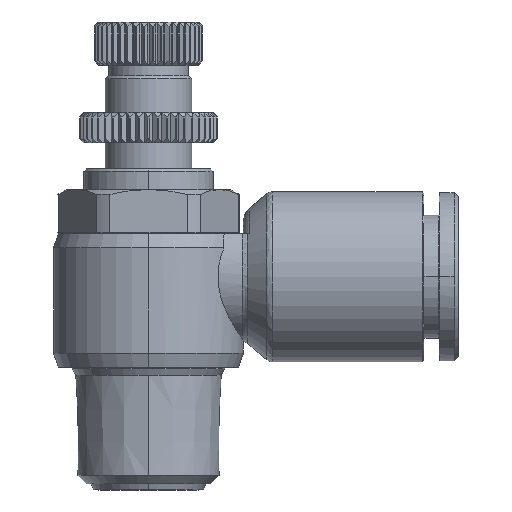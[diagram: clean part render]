
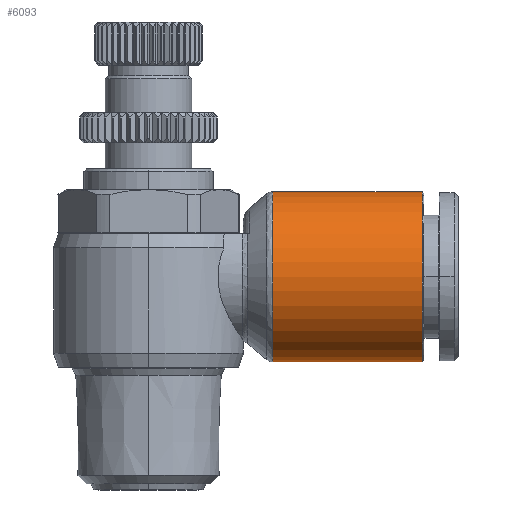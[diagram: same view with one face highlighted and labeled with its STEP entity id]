
A CAD part, front view. The second image highlights one B-rep face of the part: STEP entity #6093.
In plain terms, the highlighted cylindrical face has radius 9.85 mm (diameter 19.7 mm), a partial arc.
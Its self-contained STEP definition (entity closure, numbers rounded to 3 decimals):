
#595 = CARTESIAN_POINT ( 'NONE',  ( -11., 0., 0. ) ) ;
#3503 = CIRCLE ( 'NONE', #5232, 9.85 ) ;
#3618 = ORIENTED_EDGE ( 'NONE', *, *, #7648, .T. ) ;
#3936 = DIRECTION ( 'NONE',  ( 1., 0., 0. ) ) ;
#4134 = DIRECTION ( 'NONE',  ( 1., 0., 0. ) ) ;
#4784 = CARTESIAN_POINT ( 'NONE',  ( -3.364, 0., 0. ) ) ;
#5232 = AXIS2_PLACEMENT_3D ( 'NONE', #4784, #20407, #5351 ) ;
#5303 = ORIENTED_EDGE ( 'NONE', *, *, #13924, .T. ) ;
#5351 = DIRECTION ( 'NONE',  ( 0., 0., -1. ) ) ;
#5459 = EDGE_CURVE ( 'NONE', #14968, #26848, #19002, .T. ) ;
#5628 = VERTEX_POINT ( 'NONE', #25005 ) ;
#5962 = DIRECTION ( 'NONE',  ( 0., 0., -1. ) ) ;
#6093 = ADVANCED_FACE ( 'NONE', ( #11602 ), #19314, .T. ) ;
#6672 = AXIS2_PLACEMENT_3D ( 'NONE', #26866, #13413, #29005 ) ;
#7648 = EDGE_CURVE ( 'NONE', #8273, #5628, #3503, .T. ) ;
#8234 = CIRCLE ( 'NONE', #6672, 9.85 ) ;
#8273 = VERTEX_POINT ( 'NONE', #10279 ) ;
#8344 = LINE ( 'NONE', #17488, #15714 ) ;
#9925 = VECTOR ( 'NONE', #4134, 1000. ) ;
#10036 = CARTESIAN_POINT ( 'NONE',  ( -20.7, 0., 9.85 ) ) ;
#10279 = CARTESIAN_POINT ( 'NONE',  ( -3.364, 0., 9.85 ) ) ;
#10841 = CARTESIAN_POINT ( 'NONE',  ( -20.7, 0., -9.85 ) ) ;
#11602 = FACE_OUTER_BOUND ( 'NONE', #27270, .T. ) ;
#13163 = DIRECTION ( 'NONE',  ( 1., 0., 0. ) ) ;
#13413 = DIRECTION ( 'NONE',  ( 1., 0., 0. ) ) ;
#13924 = EDGE_CURVE ( 'NONE', #21209, #8273, #8344, .T. ) ;
#14968 = VERTEX_POINT ( 'NONE', #10841 ) ;
#14988 = ORIENTED_EDGE ( 'NONE', *, *, #5459, .T. ) ;
#15714 = VECTOR ( 'NONE', #13163, 1000. ) ;
#16295 = EDGE_CURVE ( 'NONE', #14968, #5628, #28164, .T. ) ;
#17488 = CARTESIAN_POINT ( 'NONE',  ( -11., 0., 9.85 ) ) ;
#18203 = EDGE_CURVE ( 'NONE', #26848, #21209, #8234, .T. ) ;
#18875 = AXIS2_PLACEMENT_3D ( 'NONE', #26321, #3936, #5962 ) ;
#19002 = CIRCLE ( 'NONE', #18875, 9.85 ) ;
#19041 = ORIENTED_EDGE ( 'NONE', *, *, #16295, .F. ) ;
#19314 = CYLINDRICAL_SURFACE ( 'NONE', #28637, 9.85 ) ;
#20057 = CARTESIAN_POINT ( 'NONE',  ( -20.7, 9.85, 0. ) ) ;
#20407 = DIRECTION ( 'NONE',  ( -1., 0., 0. ) ) ;
#20870 = DIRECTION ( 'NONE',  ( 1., 0., 0. ) ) ;
#21209 = VERTEX_POINT ( 'NONE', #10036 ) ;
#23880 = ORIENTED_EDGE ( 'NONE', *, *, #18203, .T. ) ;
#25005 = CARTESIAN_POINT ( 'NONE',  ( -3.364, 0., -9.85 ) ) ;
#25827 = CARTESIAN_POINT ( 'NONE',  ( -11., 0., -9.85 ) ) ;
#26321 = CARTESIAN_POINT ( 'NONE',  ( -20.7, 0., 0. ) ) ;
#26848 = VERTEX_POINT ( 'NONE', #20057 ) ;
#26866 = CARTESIAN_POINT ( 'NONE',  ( -20.7, 0., 0. ) ) ;
#27270 = EDGE_LOOP ( 'NONE', ( #23880, #5303, #3618, #19041, #14988 ) ) ;
#27450 = DIRECTION ( 'NONE',  ( 0., 0., -1. ) ) ;
#28164 = LINE ( 'NONE', #25827, #9925 ) ;
#28637 = AXIS2_PLACEMENT_3D ( 'NONE', #595, #20870, #27450 ) ;
#29005 = DIRECTION ( 'NONE',  ( 0., 0., -1. ) ) ;
